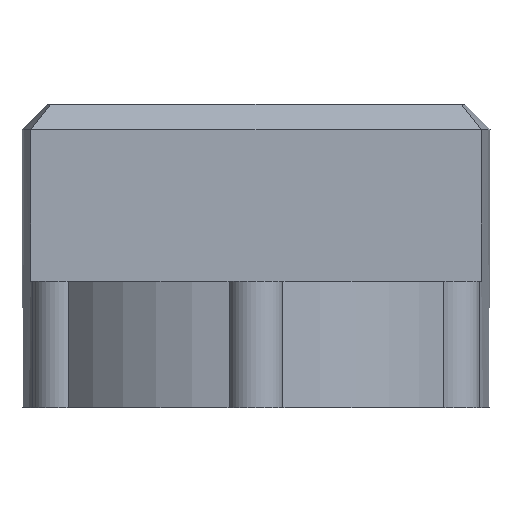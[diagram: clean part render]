
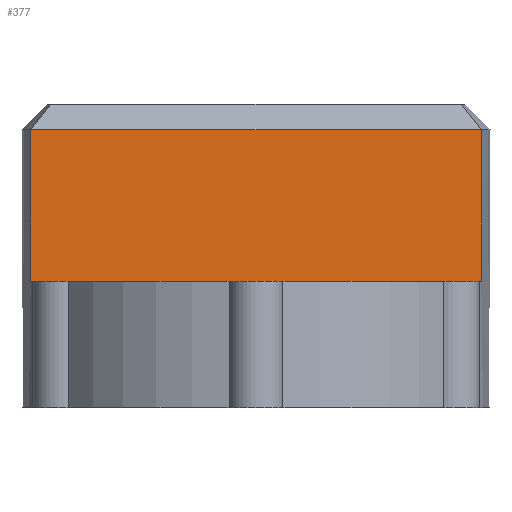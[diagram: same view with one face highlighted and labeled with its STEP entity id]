
A CAD part, front view. The second image highlights one B-rep face of the part: STEP entity #377.
In plain terms, the highlighted planar face has unit normal (0, -1, 0).
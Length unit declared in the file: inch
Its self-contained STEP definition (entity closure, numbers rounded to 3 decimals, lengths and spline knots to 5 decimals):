
#25=PLANE('',#435);
#43=FACE_OUTER_BOUND('',#65,.T.);
#65=EDGE_LOOP('',(#303,#304,#305,#306));
#105=LINE('',#591,#127);
#113=LINE('',#626,#135);
#121=LINE('',#684,#143);
#124=LINE('',#690,#146);
#127=VECTOR('',#461,0.3937);
#135=VECTOR('',#491,0.3937);
#143=VECTOR('',#539,0.3937);
#146=VECTOR('',#548,0.3937);
#151=VERTEX_POINT('',#588);
#152=VERTEX_POINT('',#590);
#167=VERTEX_POINT('',#623);
#168=VERTEX_POINT('',#625);
#187=EDGE_CURVE('',#151,#152,#105,.T.);
#203=EDGE_CURVE('',#168,#167,#113,.T.);
#227=EDGE_CURVE('',#152,#167,#121,.T.);
#230=EDGE_CURVE('',#168,#151,#124,.T.);
#303=ORIENTED_EDGE('',*,*,#227,.F.);
#304=ORIENTED_EDGE('',*,*,#187,.F.);
#305=ORIENTED_EDGE('',*,*,#230,.F.);
#306=ORIENTED_EDGE('',*,*,#203,.T.);
#377=ADVANCED_FACE('',(#43),#25,.T.);
#435=AXIS2_PLACEMENT_3D('',#689,#546,#547);
#461=DIRECTION('',(0.,0.,1.));
#491=DIRECTION('',(0.,0.,1.));
#539=DIRECTION('',(1.,0.,0.));
#546=DIRECTION('center_axis',(0.,-1.,0.));
#547=DIRECTION('ref_axis',(1.,0.,0.));
#548=DIRECTION('',(-1.,0.,0.));
#588=CARTESIAN_POINT('',(-0.44529,-0.125,0.25));
#590=CARTESIAN_POINT('',(-0.44529,-0.125,0.55));
#591=CARTESIAN_POINT('',(-0.44529,-0.125,0.25));
#623=CARTESIAN_POINT('',(0.44529,-0.125,0.55));
#625=CARTESIAN_POINT('',(0.44529,-0.125,0.25));
#626=CARTESIAN_POINT('',(0.44529,-0.125,0.25));
#684=CARTESIAN_POINT('',(-0.22264,-0.125,0.55));
#689=CARTESIAN_POINT('Origin',(-0.44529,-0.125,0.25));
#690=CARTESIAN_POINT('',(-0.22264,-0.125,0.25));
